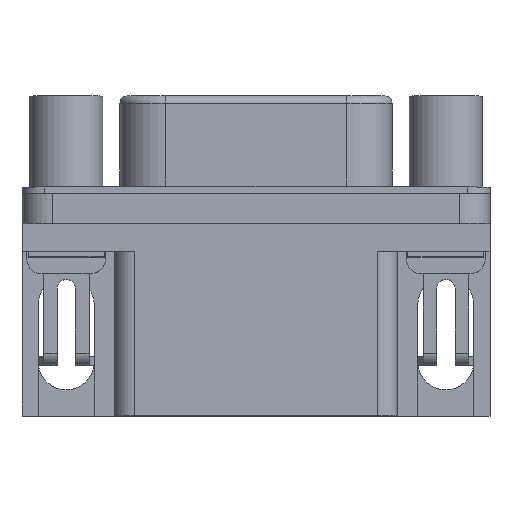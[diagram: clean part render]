
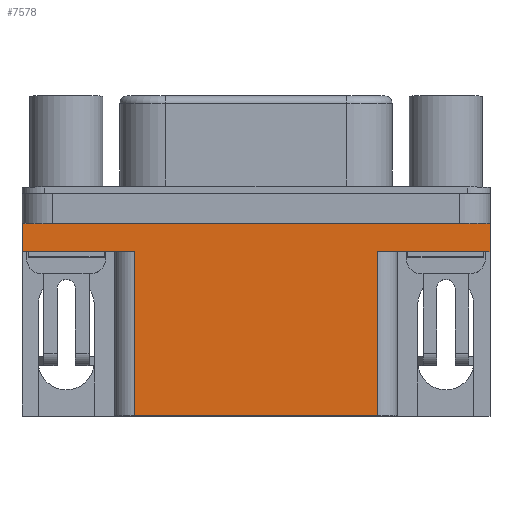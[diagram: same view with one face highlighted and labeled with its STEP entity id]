
A CAD part, top view. The second image highlights one B-rep face of the part: STEP entity #7578.
In plain terms, the highlighted planar face has unit normal (0, 0, 1).
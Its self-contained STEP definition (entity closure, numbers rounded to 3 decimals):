
#434=FACE_OUTER_BOUND($,#915,.T.);
#915=EDGE_LOOP($,(#5185,#5186,#5187,#5188,#5189,#5190,#5191,#5192));
#1406=LINE($,#11075,#2296);
#1484=LINE($,#11253,#2374);
#1486=LINE($,#11257,#2376);
#1490=LINE($,#11266,#2380);
#1494=LINE($,#11275,#2384);
#1495=LINE($,#11277,#2385);
#1496=LINE($,#11280,#2386);
#1497=LINE($,#11281,#2387);
#2296=VECTOR($,#8828,7.405);
#2374=VECTOR($,#8978,1.85);
#2376=VECTOR($,#8982,7.405);
#2380=VECTOR($,#8994,10.81);
#2384=VECTOR($,#9004,16.);
#2385=VECTOR($,#9007,10.81);
#2386=VECTOR($,#9010,1.85);
#2387=VECTOR($,#9011,30.81);
#3185=VERTEX_POINT($,#11072);
#3186=VERTEX_POINT($,#11074);
#3249=VERTEX_POINT($,#11250);
#3250=VERTEX_POINT($,#11252);
#3251=VERTEX_POINT($,#11256);
#3252=VERTEX_POINT($,#11265);
#3253=VERTEX_POINT($,#11269);
#3255=VERTEX_POINT($,#11279);
#3920=EDGE_CURVE($,#3186,#3185,#1406,.T.);
#4010=EDGE_CURVE($,#3249,#3250,#1484,.T.);
#4012=EDGE_CURVE($,#3249,#3251,#1486,.T.);
#4017=EDGE_CURVE($,#3252,#3186,#1490,.T.);
#4023=EDGE_CURVE($,#3252,#3253,#1494,.T.);
#4024=EDGE_CURVE($,#3251,#3253,#1495,.T.);
#4025=EDGE_CURVE($,#3185,#3255,#1496,.T.);
#4026=EDGE_CURVE($,#3255,#3250,#1497,.T.);
#5185=ORIENTED_EDGE($,*,*,#4024,.T.);
#5186=ORIENTED_EDGE($,*,*,#4023,.F.);
#5187=ORIENTED_EDGE($,*,*,#4017,.T.);
#5188=ORIENTED_EDGE($,*,*,#3920,.T.);
#5189=ORIENTED_EDGE($,*,*,#4025,.T.);
#5190=ORIENTED_EDGE($,*,*,#4026,.T.);
#5191=ORIENTED_EDGE($,*,*,#4010,.F.);
#5192=ORIENTED_EDGE($,*,*,#4012,.T.);
#7190=PLANE($,#8187);
#7578=ADVANCED_FACE($,(#434),#7190,.T.);
#8187=AXIS2_PLACEMENT_3D($,#11278,#9008,#9009);
#8828=DIRECTION($,(1.,0.,0.));
#8978=DIRECTION($,(0.,1.,0.));
#8982=DIRECTION($,(1.,0.,0.));
#8994=DIRECTION($,(0.,1.,0.));
#9004=DIRECTION($,(-1.,0.,0.));
#9007=DIRECTION($,(0.,-1.,0.));
#9008=DIRECTION('center_axis',(0.,0.,
1.));
#9009=DIRECTION('ref_axis',(0.,1.,0.));
#9010=DIRECTION($,(0.,1.,0.));
#9011=DIRECTION($,(-1.,0.,0.));
#11072=CARTESIAN_POINT('',(15.4,7.18,10.35));
#11074=CARTESIAN_POINT('',(7.995,7.18,10.35));
#11075=CARTESIAN_POINT($,(7.995,7.18,10.35));
#11250=CARTESIAN_POINT('',(-15.41,7.18,10.35));
#11252=CARTESIAN_POINT('',(-15.41,9.03,10.35));
#11253=CARTESIAN_POINT($,(-15.41,7.18,10.35));
#11256=CARTESIAN_POINT('',(-8.005,7.18,10.35));
#11257=CARTESIAN_POINT($,(-15.41,7.18,10.35));
#11265=CARTESIAN_POINT('',(7.995,-3.63,10.35));
#11266=CARTESIAN_POINT($,(7.995,-3.63,10.35));
#11269=CARTESIAN_POINT('',(-8.005,-3.63,10.35));
#11275=CARTESIAN_POINT($,(7.995,-3.63,10.35));
#11277=CARTESIAN_POINT($,(-8.005,7.18,10.35));
#11278=CARTESIAN_POINT('Origin',(15.4,-3.63,10.35));
#11279=CARTESIAN_POINT('',(15.4,9.03,10.35));
#11280=CARTESIAN_POINT($,(15.4,7.18,10.35));
#11281=CARTESIAN_POINT($,(15.4,9.03,10.35));
